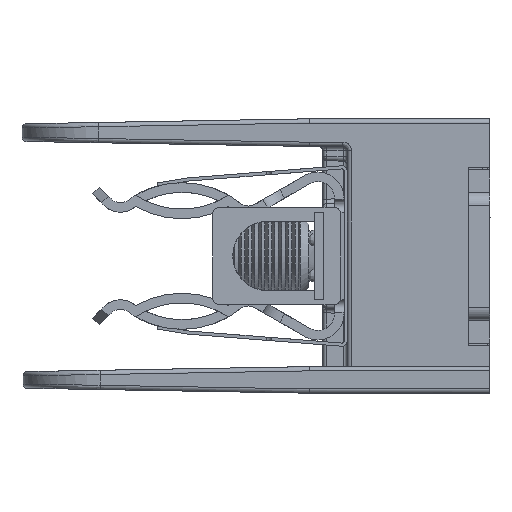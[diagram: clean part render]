
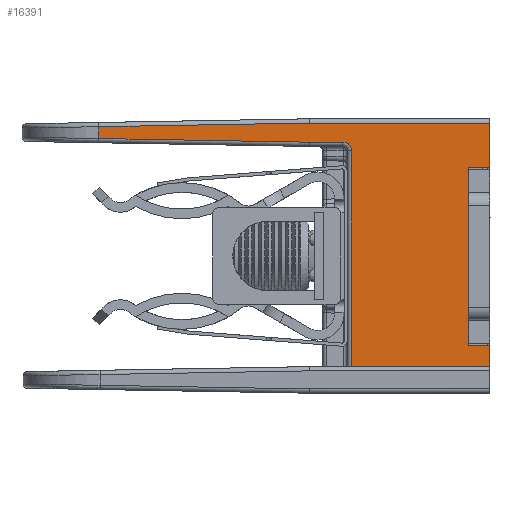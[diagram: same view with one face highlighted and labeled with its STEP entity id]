
A CAD part, left-side view. The second image highlights one B-rep face of the part: STEP entity #16391.
In plain terms, the highlighted planar face has unit normal (0.999, -0.035, 0).
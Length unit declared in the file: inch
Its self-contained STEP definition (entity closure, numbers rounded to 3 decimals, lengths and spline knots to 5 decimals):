
#1223 = EDGE_CURVE ( 'NONE', #34885, #53263, #71383, .T. ) ;
#2459 = EDGE_CURVE ( 'NONE', #73187, #11654, #69862, .T. ) ;
#3395 = ORIENTED_EDGE ( 'NONE', *, *, #2459, .F. ) ;
#4925 = EDGE_CURVE ( 'NONE', #53263, #33506, #56770, .T. ) ;
#5279 = VECTOR ( 'NONE', #26252, 39.37008 ) ;
#5830 = CARTESIAN_POINT ( 'NONE',  ( -1.88581, 1.83809, 0.02776 ) ) ;
#7749 = DIRECTION ( 'NONE',  ( -0.999, 0.035, 0. ) ) ;
#8854 = DIRECTION ( 'NONE',  ( 0., 0., -1. ) ) ;
#10249 = VERTEX_POINT ( 'NONE', #73574 ) ;
#11471 = VERTEX_POINT ( 'NONE', #5830 ) ;
#11544 = LINE ( 'NONE', #36560, #60066 ) ;
#11654 = VERTEX_POINT ( 'NONE', #50979 ) ;
#12728 = EDGE_CURVE ( 'NONE', #49448, #28341, #57232, .T. ) ;
#13433 = VERTEX_POINT ( 'NONE', #28672 ) ;
#15172 = DIRECTION ( 'NONE',  ( 0.035, 0.999, 0. ) ) ;
#15311 = FACE_OUTER_BOUND ( 'NONE', #25322, .T. ) ;
#15720 = ORIENTED_EDGE ( 'NONE', *, *, #81046, .F. ) ;
#16391 = ADVANCED_FACE ( 'NONE', ( #15311 ), #20220, .F. ) ;
#16585 = ORIENTED_EDGE ( 'NONE', *, *, #1223, .T. ) ;
#17218 = DIRECTION ( 'NONE',  ( 0.035, 0.999, 0. ) ) ;
#17335 = LINE ( 'NONE', #21235, #34104 ) ;
#17371 = ORIENTED_EDGE ( 'NONE', *, *, #60578, .F. ) ;
#17657 = CARTESIAN_POINT ( 'NONE',  ( -1.94525, 0.13603, -0.045 ) ) ;
#19322 = LINE ( 'NONE', #48600, #50990 ) ;
#20089 = ORIENTED_EDGE ( 'NONE', *, *, #49282, .F. ) ;
#20220 = PLANE ( 'NONE',  #42606 ) ;
#21235 = CARTESIAN_POINT ( 'NONE',  ( -1.95, 0., -1.1 ) ) ;
#21497 = VECTOR ( 'NONE', #42633, 39.37008 ) ;
#22580 = DIRECTION ( 'NONE',  ( 0., 0., 1. ) ) ;
#23177 = ORIENTED_EDGE ( 'NONE', *, *, #12728, .F. ) ;
#23368 = DIRECTION ( 'NONE',  ( -0.035, -0.999, 0. ) ) ;
#23632 = CARTESIAN_POINT ( 'NONE',  ( -1.88581, 1.83809, -0.02776 ) ) ;
#24007 = EDGE_CURVE ( 'NONE', #10249, #59330, #27746, .T. ) ;
#24108 = CARTESIAN_POINT ( 'NONE',  ( -1.92724, 0.6517, -0.085 ) ) ;
#24296 = VERTEX_POINT ( 'NONE', #59877 ) ;
#24789 = ORIENTED_EDGE ( 'NONE', *, *, #30996, .F. ) ;
#24805 = DIRECTION ( 'NONE',  ( 0.035, 0.999, 0.017 ) ) ;
#25322 = EDGE_LOOP ( 'NONE', ( #43110, #3395, #49417, #16585, #77199, #24789, #15720, #49381, #58850, #20089, #28733, #17371, #23177 ) ) ;
#26252 = DIRECTION ( 'NONE',  ( 0.035, 0.999, 0. ) ) ;
#26747 = CARTESIAN_POINT ( 'NONE',  ( -1.91562, 0.9846, -0.04266 ) ) ;
#27746 = LINE ( 'NONE', #66785, #44682 ) ;
#28341 = VERTEX_POINT ( 'NONE', #60952 ) ;
#28672 = CARTESIAN_POINT ( 'NONE',  ( -1.94651, 0.1, -0.164 ) ) ;
#28733 = ORIENTED_EDGE ( 'NONE', *, *, #53355, .F. ) ;
#29118 = VECTOR ( 'NONE', #61568, 39.37008 ) ;
#30996 = EDGE_CURVE ( 'NONE', #11471, #33506, #11544, .T. ) ;
#31020 = CARTESIAN_POINT ( 'NONE',  ( -1.95, 0., -1.1 ) ) ;
#33506 = VERTEX_POINT ( 'NONE', #23632 ) ;
#33842 = CARTESIAN_POINT ( 'NONE',  ( -1.92709, 0.65601, -0.06412 ) ) ;
#34104 = VECTOR ( 'NONE', #71784, 39.37008 ) ;
#34491 = DIRECTION ( 'NONE',  ( 0.035, 0.999, -0.017 ) ) ;
#34885 = VERTEX_POINT ( 'NONE', #70275 ) ;
#36560 = CARTESIAN_POINT ( 'NONE',  ( -1.88581, 1.83809, 0.065 ) ) ;
#37859 = VECTOR ( 'NONE', #24805, 39.37008 ) ;
#40247 = CARTESIAN_POINT ( 'NONE',  ( -1.92724, 0.6517, -0.085 ) ) ;
#40389 = VECTOR ( 'NONE', #53599, 39.37008 ) ;
#40789 = CARTESIAN_POINT ( 'NONE',  ( -1.95, 0., 0.045 ) ) ;
#42461 = LINE ( 'NONE', #46750, #74055 ) ;
#42606 = AXIS2_PLACEMENT_3D ( 'NONE', #45656, #7749, #52046 ) ;
#42633 = DIRECTION ( 'NONE',  ( 0., 0., -1. ) ) ;
#43110 = ORIENTED_EDGE ( 'NONE', *, *, #73903, .F. ) ;
#43715 = CARTESIAN_POINT ( 'NONE',  ( -1.92724, 0.6517, 0.065 ) ) ;
#44682 = VECTOR ( 'NONE', #22580, 39.37008 ) ;
#45489 = LINE ( 'NONE', #78673, #60371 ) ;
#45656 = CARTESIAN_POINT ( 'NONE',  ( -1.95, 0., 0.065 ) ) ;
#46750 = CARTESIAN_POINT ( 'NONE',  ( -1.95, 0., 0.045 ) ) ;
#48340 = CARTESIAN_POINT ( 'NONE',  ( -1.94651, 0.1, -1. ) ) ;
#48600 = CARTESIAN_POINT ( 'NONE',  ( -1.95, 0., -0.164 ) ) ;
#49282 = EDGE_CURVE ( 'NONE', #13433, #10249, #19322, .T. ) ;
#49381 = ORIENTED_EDGE ( 'NONE', *, *, #51348, .F. ) ;
#49417 = ORIENTED_EDGE ( 'NONE', *, *, #79762, .F. ) ;
#49448 = VERTEX_POINT ( 'NONE', #31020 ) ;
#50979 = CARTESIAN_POINT ( 'NONE',  ( -1.92724, 0.6517, -1.1 ) ) ;
#50990 = VECTOR ( 'NONE', #23368, 39.37008 ) ;
#51348 = EDGE_CURVE ( 'NONE', #59330, #24296, #42461, .T. ) ;
#52046 = DIRECTION ( 'NONE',  ( -0.035, -0.999, 0. ) ) ;
#53263 = VERTEX_POINT ( 'NONE', #60764 ) ;
#53355 = EDGE_CURVE ( 'NONE', #68648, #13433, #62893, .T. ) ;
#53599 = DIRECTION ( 'NONE',  ( 0., 0., 1. ) ) ;
#53834 = LINE ( 'NONE', #64200, #5279 ) ;
#53846 = CARTESIAN_POINT ( 'NONE',  ( -1.95, 0., 0.065 ) ) ;
#55252 = CARTESIAN_POINT ( 'NONE',  ( -1.94651, 0.1, 0.065 ) ) ;
#56770 = LINE ( 'NONE', #26747, #37859 ) ;
#56958 = B_SPLINE_CURVE_WITH_KNOTS ( 'NONE', 3,
 ( #59056, #65371, #71704, #33842, #78019, #40247 ),
 .UNSPECIFIED., .F., .F.,
 ( 4, 2, 4 ),
 ( 0., 0.5, 1. ),
 .UNSPECIFIED. ) ;
#57232 = LINE ( 'NONE', #53846, #40389 ) ;
#58850 = ORIENTED_EDGE ( 'NONE', *, *, #24007, .F. ) ;
#59056 = CARTESIAN_POINT ( 'NONE',  ( -1.92585, 0.6917, -0.045 ) ) ;
#59330 = VERTEX_POINT ( 'NONE', #40789 ) ;
#59877 = CARTESIAN_POINT ( 'NONE',  ( -1.9203, 0.85052, 0.045 ) ) ;
#60066 = VECTOR ( 'NONE', #8854, 39.37008 ) ;
#60371 = VECTOR ( 'NONE', #34491, 39.37008 ) ;
#60578 = EDGE_CURVE ( 'NONE', #28341, #68648, #53834, .T. ) ;
#60764 = CARTESIAN_POINT ( 'NONE',  ( -1.9203, 0.85052, -0.045 ) ) ;
#60952 = CARTESIAN_POINT ( 'NONE',  ( -1.95, 0., -1. ) ) ;
#61568 = DIRECTION ( 'NONE',  ( 0., 0., 1. ) ) ;
#62893 = LINE ( 'NONE', #55252, #29118 ) ;
#64200 = CARTESIAN_POINT ( 'NONE',  ( -1.95, 0., -1. ) ) ;
#65371 = CARTESIAN_POINT ( 'NONE',  ( -1.92621, 0.6812, -0.045 ) ) ;
#66785 = CARTESIAN_POINT ( 'NONE',  ( -1.95, 0., 0.065 ) ) ;
#68648 = VERTEX_POINT ( 'NONE', #48340 ) ;
#69862 = LINE ( 'NONE', #43715, #21497 ) ;
#70275 = CARTESIAN_POINT ( 'NONE',  ( -1.92585, 0.6917, -0.045 ) ) ;
#71383 = LINE ( 'NONE', #17657, #73280 ) ;
#71704 = CARTESIAN_POINT ( 'NONE',  ( -1.92657, 0.67082, -0.04931 ) ) ;
#71784 = DIRECTION ( 'NONE',  ( -0.035, -0.999, 0. ) ) ;
#73187 = VERTEX_POINT ( 'NONE', #24108 ) ;
#73280 = VECTOR ( 'NONE', #17218, 39.37008 ) ;
#73574 = CARTESIAN_POINT ( 'NONE',  ( -1.95, 0., -0.164 ) ) ;
#73903 = EDGE_CURVE ( 'NONE', #11654, #49448, #17335, .T. ) ;
#74055 = VECTOR ( 'NONE', #15172, 39.37008 ) ;
#77199 = ORIENTED_EDGE ( 'NONE', *, *, #4925, .T. ) ;
#78019 = CARTESIAN_POINT ( 'NONE',  ( -1.92724, 0.6517, -0.0745 ) ) ;
#78673 = CARTESIAN_POINT ( 'NONE',  ( -1.9203, 0.85052, 0.045 ) ) ;
#79762 = EDGE_CURVE ( 'NONE', #34885, #73187, #56958, .T. ) ;
#81046 = EDGE_CURVE ( 'NONE', #24296, #11471, #45489, .T. ) ;
